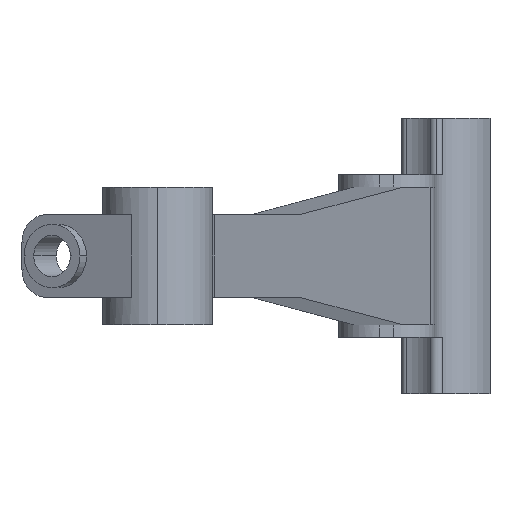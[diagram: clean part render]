
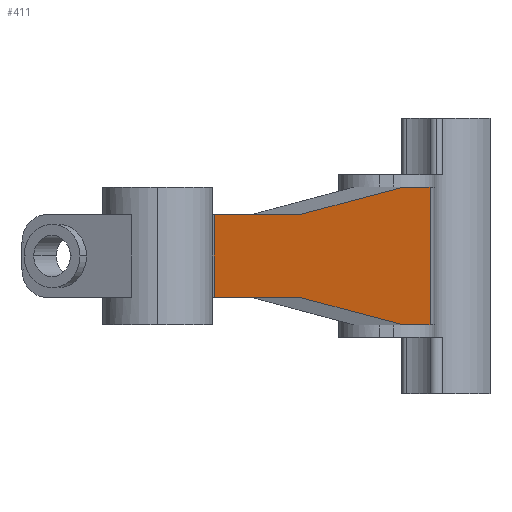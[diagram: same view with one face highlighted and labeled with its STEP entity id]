
A CAD part, left-side view. The second image highlights one B-rep face of the part: STEP entity #411.
In plain terms, the highlighted planar face has unit normal (-0.469, -0.883, 0).
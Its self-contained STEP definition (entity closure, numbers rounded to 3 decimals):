
#2 = PLANE ( 'NONE',  #889 ) ;
#122 = EDGE_CURVE ( 'NONE', #1693, #1243, #1167, .T. ) ;
#135 = VECTOR ( 'NONE', #1075, 1000. ) ;
#143 = DIRECTION ( 'NONE',  ( -0.883, 0.469, 0. ) ) ;
#146 = CARTESIAN_POINT ( 'NONE',  ( -4.189, 1.5, 0.45 ) ) ;
#208 = EDGE_CURVE ( 'NONE', #262, #1243, #1353, .T. ) ;
#262 = VERTEX_POINT ( 'NONE', #845 ) ;
#355 = CARTESIAN_POINT ( 'NONE',  ( -19.227, 9.496, 4.45 ) ) ;
#411 = ADVANCED_FACE ( 'NONE', ( #1824 ), #2, .T. ) ;
#425 = VECTOR ( 'NONE', #1231, 1000. ) ;
#437 = DIRECTION ( 'NONE',  ( -0.469, -0.883, 0. ) ) ;
#438 = DIRECTION ( 'NONE',  ( 0., 0., 1. ) ) ;
#455 = CARTESIAN_POINT ( 'NONE',  ( -6.338, 2.643, 0.45 ) ) ;
#482 = LINE ( 'NONE', #878, #838 ) ;
#492 = CARTESIAN_POINT ( 'NONE',  ( -4.519, 1.676, 0.45 ) ) ;
#532 = CARTESIAN_POINT ( 'NONE',  ( -6.338, 2.643, 5.45 ) ) ;
#533 = EDGE_CURVE ( 'NONE', #1376, #776, #1230, .T. ) ;
#634 = EDGE_LOOP ( 'NONE', ( #1611, #1061, #1402, #1239, #1384, #1174, #1337, #1613 ) ) ;
#640 = EDGE_CURVE ( 'NONE', #1185, #1376, #725, .T. ) ;
#675 = CARTESIAN_POINT ( 'NONE',  ( -4.765, 1.806, 5.673 ) ) ;
#689 = LINE ( 'NONE', #1328, #1569 ) ;
#699 = CARTESIAN_POINT ( 'NONE',  ( -19.227, 9.496, 1.45 ) ) ;
#725 = LINE ( 'NONE', #675, #135 ) ;
#728 = DIRECTION ( 'NONE',  ( 0.883, -0.469, 0. ) ) ;
#776 = VERTEX_POINT ( 'NONE', #1419 ) ;
#832 = EDGE_CURVE ( 'NONE', #1693, #1185, #862, .T. ) ;
#834 = LINE ( 'NONE', #1053, #1154 ) ;
#838 = VECTOR ( 'NONE', #438, 1000. ) ;
#845 = CARTESIAN_POINT ( 'NONE',  ( -13.401, 6.398, 1.45 ) ) ;
#862 = LINE ( 'NONE', #1726, #1257 ) ;
#878 = CARTESIAN_POINT ( 'NONE',  ( -4.519, 1.676, 0.45 ) ) ;
#889 = AXIS2_PLACEMENT_3D ( 'NONE', #146, #437, #1600 ) ;
#944 = CARTESIAN_POINT ( 'NONE',  ( -13.401, 6.398, 4.45 ) ) ;
#1053 = CARTESIAN_POINT ( 'NONE',  ( -4.189, 1.5, 0.45 ) ) ;
#1061 = ORIENTED_EDGE ( 'NONE', *, *, #122, .T. ) ;
#1075 = DIRECTION ( 'NONE',  ( 0.876, -0.466, 0.124 ) ) ;
#1099 = VECTOR ( 'NONE', #143, 1000. ) ;
#1124 = VECTOR ( 'NONE', #1559, 1000. ) ;
#1145 = CARTESIAN_POINT ( 'NONE',  ( -4.189, 1.5, 1.45 ) ) ;
#1154 = VECTOR ( 'NONE', #1354, 1000. ) ;
#1167 = LINE ( 'NONE', #699, #1124 ) ;
#1174 = ORIENTED_EDGE ( 'NONE', *, *, #1410, .T. ) ;
#1185 = VERTEX_POINT ( 'NONE', #944 ) ;
#1230 = LINE ( 'NONE', #1665, #425 ) ;
#1231 = DIRECTION ( 'NONE',  ( 0.883, -0.469, 0. ) ) ;
#1239 = ORIENTED_EDGE ( 'NONE', *, *, #1526, .F. ) ;
#1243 = VERTEX_POINT ( 'NONE', #1818 ) ;
#1257 = VECTOR ( 'NONE', #728, 1000. ) ;
#1328 = CARTESIAN_POINT ( 'NONE',  ( -4.222, 1.518, 0.15 ) ) ;
#1337 = ORIENTED_EDGE ( 'NONE', *, *, #533, .F. ) ;
#1353 = LINE ( 'NONE', #1145, #1099 ) ;
#1354 = DIRECTION ( 'NONE',  ( 0.883, -0.469, 0. ) ) ;
#1376 = VERTEX_POINT ( 'NONE', #532 ) ;
#1384 = ORIENTED_EDGE ( 'NONE', *, *, #1793, .T. ) ;
#1402 = ORIENTED_EDGE ( 'NONE', *, *, #208, .F. ) ;
#1410 = EDGE_CURVE ( 'NONE', #1542, #776, #482, .T. ) ;
#1419 = CARTESIAN_POINT ( 'NONE',  ( -4.519, 1.676, 5.45 ) ) ;
#1526 = EDGE_CURVE ( 'NONE', #1715, #262, #689, .T. ) ;
#1542 = VERTEX_POINT ( 'NONE', #492 ) ;
#1559 = DIRECTION ( 'NONE',  ( 0., 0., -1. ) ) ;
#1569 = VECTOR ( 'NONE', #1627, 1000. ) ;
#1600 = DIRECTION ( 'NONE',  ( 0.883, -0.469, 0. ) ) ;
#1611 = ORIENTED_EDGE ( 'NONE', *, *, #832, .F. ) ;
#1613 = ORIENTED_EDGE ( 'NONE', *, *, #640, .F. ) ;
#1627 = DIRECTION ( 'NONE',  ( -0.876, 0.466, 0.124 ) ) ;
#1665 = CARTESIAN_POINT ( 'NONE',  ( -4.189, 1.5, 5.45 ) ) ;
#1693 = VERTEX_POINT ( 'NONE', #355 ) ;
#1715 = VERTEX_POINT ( 'NONE', #455 ) ;
#1726 = CARTESIAN_POINT ( 'NONE',  ( -4.189, 1.5, 4.45 ) ) ;
#1793 = EDGE_CURVE ( 'NONE', #1715, #1542, #834, .T. ) ;
#1818 = CARTESIAN_POINT ( 'NONE',  ( -19.227, 9.496, 1.45 ) ) ;
#1824 = FACE_OUTER_BOUND ( 'NONE', #634, .T. ) ;
